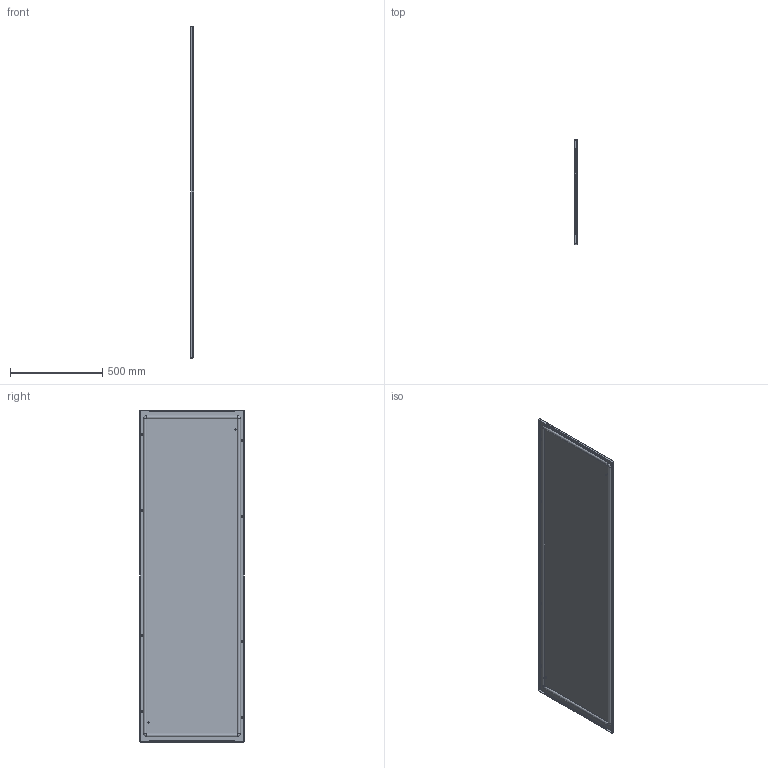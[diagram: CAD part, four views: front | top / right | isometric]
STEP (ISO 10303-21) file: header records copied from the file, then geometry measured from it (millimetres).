
FILE_DESCRIPTION(('CATIA V5 STEP Exchange'),'2;1');
FILE_NAME('EL1860K.stp','2013-10-25T10:23:06+00:00',('none'),('none'),'CATIA Version 5 Release 20 SP 6 (IN-10)','CATIA V5 STEP AP203','none');
FILE_SCHEMA(('CONFIG_CONTROL_DESIGN'));
Length unit declared in the file: millimetre
Products named in the file (1): Fianco_1800x0600_IS2_estetico
Bounding box: 16.5 x 565.2 x 1796 mm (x, y, z)
Volume: 2181062.7 mm3; surface area: 2207910.3 mm2
Topology: 1 solids, 1 shells, 95 faces, 240 edges, 144 vertices
Faces by surface type: cylinder 32, plane 31, cone 20, sphere 8, torus 4
Entity records: 2914 total; most frequent: CARTESIAN_POINT 740, ORIENTED_EDGE 464, DIRECTION 363, EDGE_CURVE 232, AXIS2_PLACEMENT_3D 171, VERTEX_POINT 144, EDGE_LOOP 116, VECTOR 115
